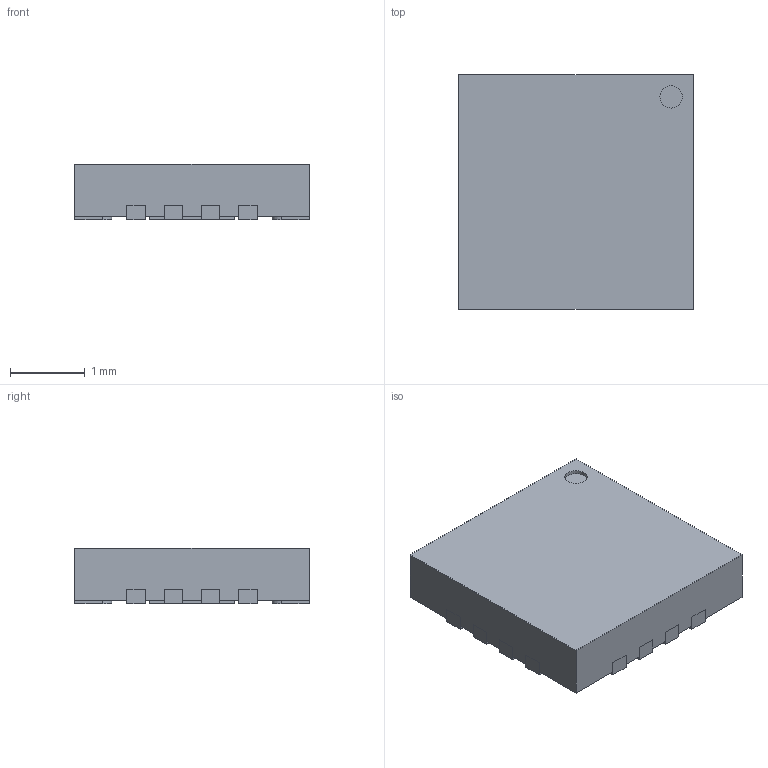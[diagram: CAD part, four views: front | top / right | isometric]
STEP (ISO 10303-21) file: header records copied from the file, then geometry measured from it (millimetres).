
FILE_DESCRIPTION(/* description */ (''),/* implementation_level */ '2;1');
FILE_NAME(/* name */ 'DAC805008-RTE.stp',/* time_stamp */ '2020-07-07T11:47:27+02:00',/* author */ ('sawaiz'),/* organization */ (''),/* preprocessor_version */ 'ST-DEVELOPER v18.1',/* originating_system */ 'Autodesk Inventor 2020',/* authorisation */ '');
FILE_SCHEMA (('AUTOMOTIVE_DESIGN { 1 0 10303 214 3 1 1 }'));
Length unit declared in the file: millimetre
Products named in the file (1): QFN-16
Bounding box: 3.15 x 3.15 x 0.75 mm (x, y, z)
Volume: 7.1 mm3; surface area: 39.3 mm2
Topology: 17 solids, 17 shells, 174 faces, 414 edges, 276 vertices
Faces by surface type: plane 141, cylinder 33
Full cylindrical faces by diameter (mm): 0.3 x1
Entity records: 5025 total; most frequent: CARTESIAN_POINT 865, DIRECTION 830, ORIENTED_EDGE 828, EDGE_CURVE 414, LINE 348, VECTOR 348, VERTEX_POINT 276, AXIS2_PLACEMENT_3D 241
